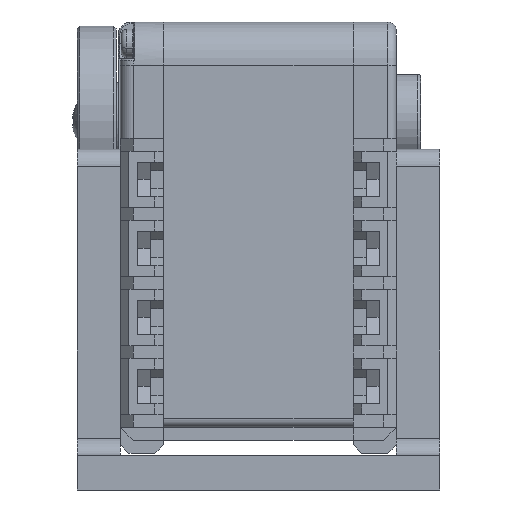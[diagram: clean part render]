
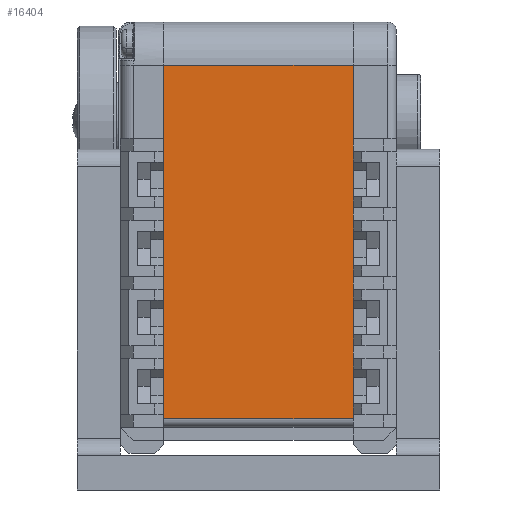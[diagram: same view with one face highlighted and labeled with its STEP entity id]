
A CAD part, left-side view. The second image highlights one B-rep face of the part: STEP entity #16404.
In plain terms, the highlighted face is planar.
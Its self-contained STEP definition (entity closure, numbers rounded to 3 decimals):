
#1400 = CARTESIAN_POINT ( 'NONE',  ( 35.5, 13., 11. ) ) ;
#3292 = ORIENTED_EDGE ( 'NONE', *, *, #23866, .T. ) ;
#3462 = EDGE_LOOP ( 'NONE', ( #20825, #15173, #20436, #3292 ) ) ;
#4215 = DIRECTION ( 'NONE',  ( 1., 0., 0. ) ) ;
#4392 = CARTESIAN_POINT ( 'NONE',  ( 35.5, 13., 11. ) ) ;
#4897 = CARTESIAN_POINT ( 'NONE',  ( -6.5, 13., -11. ) ) ;
#4982 = VECTOR ( 'NONE', #13609, 1000. ) ;
#6904 = CARTESIAN_POINT ( 'NONE',  ( 34.5, 13., 11. ) ) ;
#7067 = DIRECTION ( 'NONE',  ( 0., 0., -1. ) ) ;
#7834 = CARTESIAN_POINT ( 'NONE',  ( -6.5, 13., 11. ) ) ;
#8431 = VERTEX_POINT ( 'NONE', #6904 ) ;
#8448 = AXIS2_PLACEMENT_3D ( 'NONE', #1400, #17693, #4215 ) ;
#9705 = VECTOR ( 'NONE', #26962, 1000. ) ;
#9938 = FACE_OUTER_BOUND ( 'NONE', #3462, .T. ) ;
#12984 = VECTOR ( 'NONE', #20155, 1000. ) ;
#13609 = DIRECTION ( 'NONE',  ( 0., 0., 1. ) ) ;
#13828 = VERTEX_POINT ( 'NONE', #7834 ) ;
#15173 = ORIENTED_EDGE ( 'NONE', *, *, #22051, .T. ) ;
#16032 = LINE ( 'NONE', #4392, #9705 ) ;
#16296 = PLANE ( 'NONE',  #8448 ) ;
#16404 = ADVANCED_FACE ( 'NONE', ( #9938 ), #16296, .F. ) ;
#16505 = CARTESIAN_POINT ( 'NONE',  ( 34.5, 13., -11. ) ) ;
#17207 = LINE ( 'NONE', #22292, #12984 ) ;
#17693 = DIRECTION ( 'NONE',  ( 0., -1., 0. ) ) ;
#18460 = VERTEX_POINT ( 'NONE', #4897 ) ;
#19579 = VECTOR ( 'NONE', #7067, 1000. ) ;
#20155 = DIRECTION ( 'NONE',  ( -1., 0., 0. ) ) ;
#20436 = ORIENTED_EDGE ( 'NONE', *, *, #21463, .T. ) ;
#20825 = ORIENTED_EDGE ( 'NONE', *, *, #27967, .F. ) ;
#21463 = EDGE_CURVE ( 'NONE', #23348, #18460, #17207, .T. ) ;
#22051 = EDGE_CURVE ( 'NONE', #8431, #23348, #28379, .T. ) ;
#22292 = CARTESIAN_POINT ( 'NONE',  ( 35.5, 13., -11. ) ) ;
#22791 = CARTESIAN_POINT ( 'NONE',  ( -6.5, 13., 11. ) ) ;
#22882 = LINE ( 'NONE', #22791, #4982 ) ;
#23348 = VERTEX_POINT ( 'NONE', #16505 ) ;
#23866 = EDGE_CURVE ( 'NONE', #18460, #13828, #22882, .T. ) ;
#26962 = DIRECTION ( 'NONE',  ( -1., 0., 0. ) ) ;
#27967 = EDGE_CURVE ( 'NONE', #8431, #13828, #16032, .T. ) ;
#28379 = LINE ( 'NONE', #29159, #19579 ) ;
#29159 = CARTESIAN_POINT ( 'NONE',  ( 34.5, 13., 11. ) ) ;
